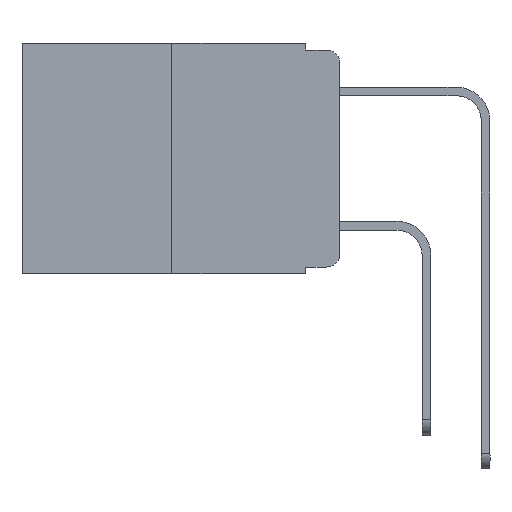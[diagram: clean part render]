
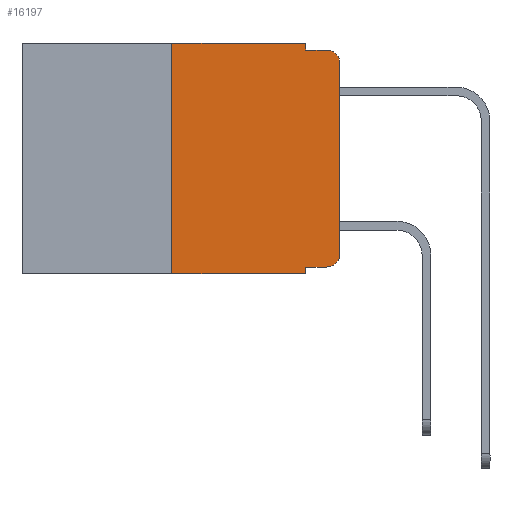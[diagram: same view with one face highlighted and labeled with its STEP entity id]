
A CAD part, left-side view. The second image highlights one B-rep face of the part: STEP entity #16197.
In plain terms, the highlighted planar face has unit normal (-1, 0, 0).
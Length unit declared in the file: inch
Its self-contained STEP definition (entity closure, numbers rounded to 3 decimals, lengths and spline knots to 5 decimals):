
#135 = FACE_OUTER_BOUND ( 'NONE', #9293, .T. ) ;
#181 = ORIENTED_EDGE ( 'NONE', *, *, #596, .F. ) ;
#324 = VERTEX_POINT ( 'NONE', #16647 ) ;
#339 = CARTESIAN_POINT ( 'NONE',  ( 0., 0.051, -0.01 ) ) ;
#580 = VERTEX_POINT ( 'NONE', #19286 ) ;
#596 = EDGE_CURVE ( 'NONE', #324, #4271, #14858, .T. ) ;
#767 = DIRECTION ( 'NONE',  ( -1., 0., 0. ) ) ;
#1226 = CARTESIAN_POINT ( 'NONE',  ( 0., 0.051, -0.333 ) ) ;
#1465 = CARTESIAN_POINT ( 'NONE',  ( 0., 0., -0.313 ) ) ;
#1503 = CARTESIAN_POINT ( 'NONE',  ( 0., 0.051, 0. ) ) ;
#1554 = LINE ( 'NONE', #7221, #8774 ) ;
#1691 = CARTESIAN_POINT ( 'NONE',  ( 0., 0.02, -0.313 ) ) ;
#1895 = ORIENTED_EDGE ( 'NONE', *, *, #8652, .T. ) ;
#1896 = CARTESIAN_POINT ( 'NONE',  ( 0., 0.473, 0. ) ) ;
#2408 = CARTESIAN_POINT ( 'NONE',  ( 0., 0.051, -0.333 ) ) ;
#2659 = VERTEX_POINT ( 'NONE', #3016 ) ;
#2749 = VERTEX_POINT ( 'NONE', #1465 ) ;
#2881 = AXIS2_PLACEMENT_3D ( 'NONE', #1691, #16498, #14941 ) ;
#3016 = CARTESIAN_POINT ( 'NONE',  ( 0., 0.25, -0.343 ) ) ;
#3369 = DIRECTION ( 'NONE',  ( 0., -1., 0. ) ) ;
#3414 = ORIENTED_EDGE ( 'NONE', *, *, #19234, .T. ) ;
#3652 = DIRECTION ( 'NONE',  ( 0., 0., 1. ) ) ;
#4271 = VERTEX_POINT ( 'NONE', #15565 ) ;
#4833 = DIRECTION ( 'NONE',  ( 0., -1., 0. ) ) ;
#4858 = DIRECTION ( 'NONE',  ( 0., -1., 0. ) ) ;
#6071 = DIRECTION ( 'NONE',  ( 0., 0., -1. ) ) ;
#6169 = VECTOR ( 'NONE', #6071, 39.37008 ) ;
#6259 = CIRCLE ( 'NONE', #7200, 0.02 ) ;
#6375 = DIRECTION ( 'NONE',  ( 0., 0., -1. ) ) ;
#6467 = ORIENTED_EDGE ( 'NONE', *, *, #19315, .T. ) ;
#6570 = VECTOR ( 'NONE', #4833, 39.37008 ) ;
#6802 = DIRECTION ( 'NONE',  ( 0., 0., -1. ) ) ;
#7200 = AXIS2_PLACEMENT_3D ( 'NONE', #14131, #767, #12774 ) ;
#7221 = CARTESIAN_POINT ( 'NONE',  ( 0., 0., 0. ) ) ;
#7637 = EDGE_CURVE ( 'NONE', #9517, #2749, #19058, .T. ) ;
#8086 = CARTESIAN_POINT ( 'NONE',  ( 0., 0.473, -0.343 ) ) ;
#8120 = VERTEX_POINT ( 'NONE', #15309 ) ;
#8346 = CARTESIAN_POINT ( 'NONE',  ( 0., 0.25, 0. ) ) ;
#8652 = EDGE_CURVE ( 'NONE', #2749, #8120, #1554, .T. ) ;
#8733 = DIRECTION ( 'NONE',  ( 0., -1., 0. ) ) ;
#8774 = VECTOR ( 'NONE', #15014, 39.37008 ) ;
#9293 = EDGE_LOOP ( 'NONE', ( #1895, #6467, #14094, #181, #11451, #11786, #3414, #19289, #13452, #15433 ) ) ;
#9517 = VERTEX_POINT ( 'NONE', #17156 ) ;
#9613 = LINE ( 'NONE', #8346, #12267 ) ;
#9877 = EDGE_CURVE ( 'NONE', #2659, #580, #9613, .T. ) ;
#10785 = DIRECTION ( 'NONE',  ( 1., 0., 0. ) ) ;
#11060 = EDGE_CURVE ( 'NONE', #580, #324, #15357, .T. ) ;
#11108 = CARTESIAN_POINT ( 'NONE',  ( 0., 0.051, 0. ) ) ;
#11451 = ORIENTED_EDGE ( 'NONE', *, *, #11060, .F. ) ;
#11703 = VECTOR ( 'NONE', #6802, 39.37008 ) ;
#11726 = VECTOR ( 'NONE', #8733, 39.37008 ) ;
#11786 = ORIENTED_EDGE ( 'NONE', *, *, #9877, .F. ) ;
#12267 = VECTOR ( 'NONE', #3652, 39.37008 ) ;
#12345 = EDGE_CURVE ( 'NONE', #16020, #12912, #14217, .T. ) ;
#12347 = PLANE ( 'NONE',  #13327 ) ;
#12774 = DIRECTION ( 'NONE',  ( 0., 0., -1. ) ) ;
#12912 = VERTEX_POINT ( 'NONE', #16258 ) ;
#13327 = AXIS2_PLACEMENT_3D ( 'NONE', #1896, #10785, #6375 ) ;
#13452 = ORIENTED_EDGE ( 'NONE', *, *, #14702, .T. ) ;
#13518 = CARTESIAN_POINT ( 'NONE',  ( 0., 0.473, 0. ) ) ;
#13654 = VERTEX_POINT ( 'NONE', #17383 ) ;
#13703 = LINE ( 'NONE', #339, #6570 ) ;
#13731 = LINE ( 'NONE', #8086, #17196 ) ;
#14094 = ORIENTED_EDGE ( 'NONE', *, *, #17678, .F. ) ;
#14131 = CARTESIAN_POINT ( 'NONE',  ( 0., 0.02, -0.03 ) ) ;
#14217 = LINE ( 'NONE', #11108, #11703 ) ;
#14702 = EDGE_CURVE ( 'NONE', #16020, #9517, #17052, .T. ) ;
#14858 = LINE ( 'NONE', #1503, #6169 ) ;
#14941 = DIRECTION ( 'NONE',  ( 0., 0., -1. ) ) ;
#15014 = DIRECTION ( 'NONE',  ( 0., 0., 1. ) ) ;
#15309 = CARTESIAN_POINT ( 'NONE',  ( 0., 0., -0.03 ) ) ;
#15357 = LINE ( 'NONE', #13518, #16002 ) ;
#15433 = ORIENTED_EDGE ( 'NONE', *, *, #7637, .T. ) ;
#15565 = CARTESIAN_POINT ( 'NONE',  ( 0., 0.051, -0.01 ) ) ;
#16002 = VECTOR ( 'NONE', #3369, 39.37008 ) ;
#16020 = VERTEX_POINT ( 'NONE', #2408 ) ;
#16197 = ADVANCED_FACE ( 'NONE', ( #135 ), #12347, .F. ) ;
#16258 = CARTESIAN_POINT ( 'NONE',  ( 0., 0.051, -0.343 ) ) ;
#16498 = DIRECTION ( 'NONE',  ( -1., 0., 0. ) ) ;
#16647 = CARTESIAN_POINT ( 'NONE',  ( 0., 0.051, 0. ) ) ;
#17052 = LINE ( 'NONE', #1226, #11726 ) ;
#17156 = CARTESIAN_POINT ( 'NONE',  ( 0., 0.02, -0.333 ) ) ;
#17196 = VECTOR ( 'NONE', #4858, 39.37008 ) ;
#17383 = CARTESIAN_POINT ( 'NONE',  ( 0., 0.02, -0.01 ) ) ;
#17678 = EDGE_CURVE ( 'NONE', #4271, #13654, #13703, .T. ) ;
#19058 = CIRCLE ( 'NONE', #2881, 0.02 ) ;
#19234 = EDGE_CURVE ( 'NONE', #2659, #12912, #13731, .T. ) ;
#19286 = CARTESIAN_POINT ( 'NONE',  ( 0., 0.25, 0. ) ) ;
#19289 = ORIENTED_EDGE ( 'NONE', *, *, #12345, .F. ) ;
#19315 = EDGE_CURVE ( 'NONE', #8120, #13654, #6259, .T. ) ;
